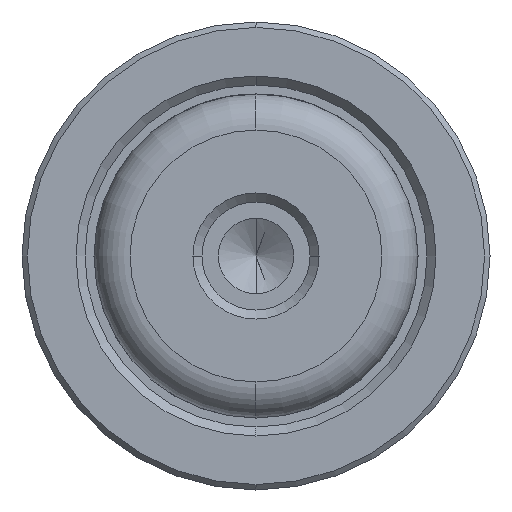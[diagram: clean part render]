
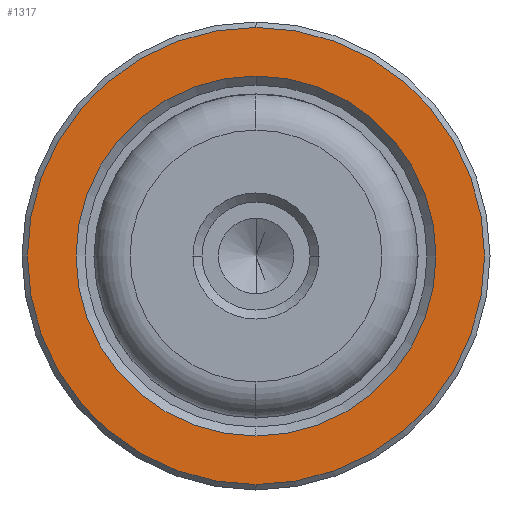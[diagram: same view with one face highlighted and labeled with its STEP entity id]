
A CAD part, left-side view. The second image highlights one B-rep face of the part: STEP entity #1317.
In plain terms, the highlighted planar face has unit normal (-1, 0, 0).
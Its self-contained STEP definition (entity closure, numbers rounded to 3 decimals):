
#48 = EDGE_CURVE ( 'NONE', #1296, #321, #60, .T. ) ;
#60 = CIRCLE ( 'NONE', #389, 10. ) ;
#205 = CARTESIAN_POINT ( 'NONE',  ( 20., 0., 0. ) ) ;
#279 = AXIS2_PLACEMENT_3D ( 'NONE', #625, #2092, #985 ) ;
#297 = ORIENTED_EDGE ( 'NONE', *, *, #1896, .T. ) ;
#321 = VERTEX_POINT ( 'NONE', #2266 ) ;
#386 = DIRECTION ( 'NONE',  ( 0., 0., 1. ) ) ;
#389 = AXIS2_PLACEMENT_3D ( 'NONE', #542, #1815, #724 ) ;
#414 = CARTESIAN_POINT ( 'NONE',  ( 20., 0., 0. ) ) ;
#493 = ORIENTED_EDGE ( 'NONE', *, *, #48, .T. ) ;
#542 = CARTESIAN_POINT ( 'NONE',  ( 20., 0., 0. ) ) ;
#596 = DIRECTION ( 'NONE',  ( 0., 0., -1. ) ) ;
#625 = CARTESIAN_POINT ( 'NONE',  ( 20., -9., 0. ) ) ;
#690 = AXIS2_PLACEMENT_3D ( 'NONE', #205, #1474, #386 ) ;
#716 = ORIENTED_EDGE ( 'NONE', *, *, #2350, .T. ) ;
#724 = DIRECTION ( 'NONE',  ( 0., 0., -1. ) ) ;
#732 = ORIENTED_EDGE ( 'NONE', *, *, #1192, .T. ) ;
#735 = CIRCLE ( 'NONE', #690, 12.7 ) ;
#912 = CIRCLE ( 'NONE', #2363, 10. ) ;
#926 = CARTESIAN_POINT ( 'NONE',  ( 20., 0., 0. ) ) ;
#932 = EDGE_LOOP ( 'NONE', ( #716, #493 ) ) ;
#985 = DIRECTION ( 'NONE',  ( 0., 0., 1. ) ) ;
#1108 = DIRECTION ( 'NONE',  ( 0., 0., 1. ) ) ;
#1192 = EDGE_CURVE ( 'NONE', #1665, #2056, #2066, .T. ) ;
#1296 = VERTEX_POINT ( 'NONE', #1889 ) ;
#1317 = ADVANCED_FACE ( 'NONE', ( #1396, #1831 ), #1900, .T. ) ;
#1396 = FACE_OUTER_BOUND ( 'NONE', #2335, .T. ) ;
#1474 = DIRECTION ( 'NONE',  ( -1., 0., 0. ) ) ;
#1520 = CARTESIAN_POINT ( 'NONE',  ( 20., 0., 12.7 ) ) ;
#1548 = AXIS2_PLACEMENT_3D ( 'NONE', #926, #2208, #1108 ) ;
#1665 = VERTEX_POINT ( 'NONE', #2083 ) ;
#1688 = DIRECTION ( 'NONE',  ( 1., 0., 0. ) ) ;
#1815 = DIRECTION ( 'NONE',  ( 1., 0., 0. ) ) ;
#1831 = FACE_BOUND ( 'NONE', #932, .T. ) ;
#1889 = CARTESIAN_POINT ( 'NONE',  ( 20., 0., -10. ) ) ;
#1896 = EDGE_CURVE ( 'NONE', #2056, #1665, #735, .T. ) ;
#1900 = PLANE ( 'NONE',  #279 ) ;
#2056 = VERTEX_POINT ( 'NONE', #1520 ) ;
#2066 = CIRCLE ( 'NONE', #1548, 12.7 ) ;
#2083 = CARTESIAN_POINT ( 'NONE',  ( 20., 0., -12.7 ) ) ;
#2092 = DIRECTION ( 'NONE',  ( -1., 0., 0. ) ) ;
#2208 = DIRECTION ( 'NONE',  ( -1., 0., 0. ) ) ;
#2266 = CARTESIAN_POINT ( 'NONE',  ( 20., 0., 10. ) ) ;
#2335 = EDGE_LOOP ( 'NONE', ( #732, #297 ) ) ;
#2350 = EDGE_CURVE ( 'NONE', #321, #1296, #912, .T. ) ;
#2363 = AXIS2_PLACEMENT_3D ( 'NONE', #414, #1688, #596 ) ;
